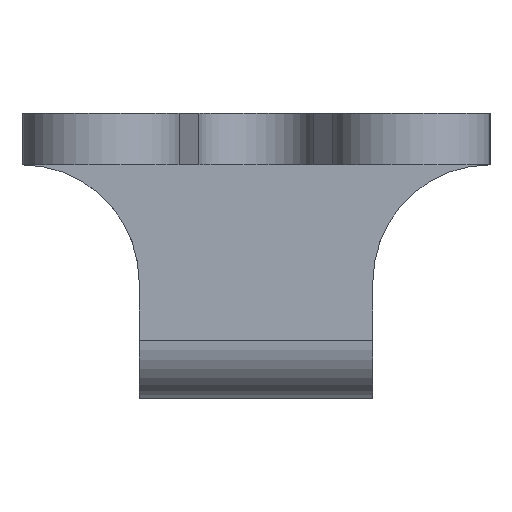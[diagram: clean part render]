
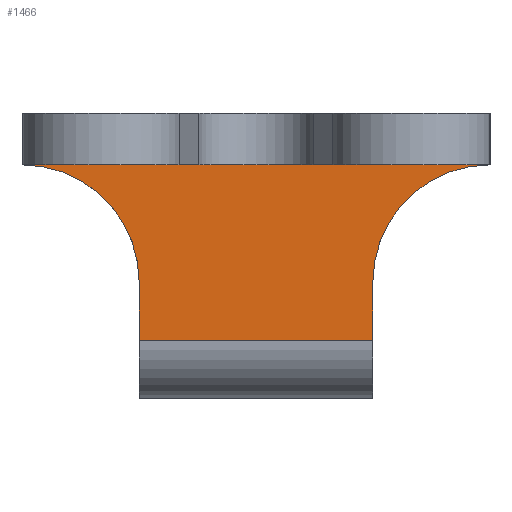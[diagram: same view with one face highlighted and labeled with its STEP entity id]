
A CAD part, left-side view. The second image highlights one B-rep face of the part: STEP entity #1466.
In plain terms, the highlighted planar face has unit normal (-1, 0, 0).
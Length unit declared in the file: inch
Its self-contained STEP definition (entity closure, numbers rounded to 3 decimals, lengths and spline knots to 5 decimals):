
#104=PLANE('',#1628);
#181=FACE_OUTER_BOUND('',#301,.T.);
#301=EDGE_LOOP('',(#1276,#1277,#1278,#1279,#1280,#1281));
#336=LINE('',#2092,#462);
#342=LINE('',#2107,#468);
#349=LINE('',#2269,#475);
#430=LINE('',#2535,#556);
#462=VECTOR('',#1671,0.3937);
#468=VECTOR('',#1685,0.3937);
#475=VECTOR('',#1756,0.3937);
#556=VECTOR('',#1983,0.3937);
#602=CIRCLE('',#1540,0.5);
#644=CIRCLE('',#1625,0.5);
#655=VERTEX_POINT('',#2089);
#656=VERTEX_POINT('',#2091);
#661=VERTEX_POINT('',#2105);
#680=VERTEX_POINT('',#2249);
#681=VERTEX_POINT('',#2251);
#771=VERTEX_POINT('',#2533);
#794=EDGE_CURVE('',#655,#656,#336,.T.);
#802=EDGE_CURVE('',#661,#655,#342,.T.);
#823=EDGE_CURVE('',#680,#681,#602,.T.);
#831=EDGE_CURVE('',#681,#661,#349,.T.);
#949=EDGE_CURVE('',#771,#680,#430,.T.);
#957=EDGE_CURVE('',#656,#771,#644,.T.);
#1276=ORIENTED_EDGE('',*,*,#802,.F.);
#1277=ORIENTED_EDGE('',*,*,#831,.F.);
#1278=ORIENTED_EDGE('',*,*,#823,.F.);
#1279=ORIENTED_EDGE('',*,*,#949,.F.);
#1280=ORIENTED_EDGE('',*,*,#957,.F.);
#1281=ORIENTED_EDGE('',*,*,#794,.F.);
#1466=ADVANCED_FACE('',(#181),#104,.T.);
#1540=AXIS2_PLACEMENT_3D('',#2252,#1732,#1733);
#1625=AXIS2_PLACEMENT_3D('',#2548,#1993,#1994);
#1628=AXIS2_PLACEMENT_3D('',#2552,#2000,#2001);
#1671=DIRECTION('',(0.,0.,1.));
#1685=DIRECTION('',(0.,1.,0.));
#1732=DIRECTION('center_axis',(-1.,0.,0.));
#1733=DIRECTION('ref_axis',(0.,0.707,0.707));
#1756=DIRECTION('',(0.,0.,-1.));
#1983=DIRECTION('',(0.,-1.,0.));
#1993=DIRECTION('center_axis',(-1.,0.,0.));
#1994=DIRECTION('ref_axis',(0.,-0.707,0.707));
#2000=DIRECTION('center_axis',(-1.,0.,0.));
#2001=DIRECTION('ref_axis',(0.,0.,1.));
#2089=CARTESIAN_POINT('',(-0.736,0.5,-0.75));
#2091=CARTESIAN_POINT('',(-0.736,0.5,-0.5));
#2092=CARTESIAN_POINT('',(-0.736,0.5,-1.));
#2105=CARTESIAN_POINT('',(-0.736,-0.5,-0.75));
#2107=CARTESIAN_POINT('',(-0.736,0.,-0.75));
#2249=CARTESIAN_POINT('',(-0.736,-1.,0.));
#2251=CARTESIAN_POINT('',(-0.736,-0.5,-0.5));
#2252=CARTESIAN_POINT('Origin',(-0.736,-1.,-0.5));
#2269=CARTESIAN_POINT('',(-0.736,-0.5,-0.616));
#2533=CARTESIAN_POINT('',(-0.736,1.,0.));
#2535=CARTESIAN_POINT('',(-0.736,0.,0.));
#2548=CARTESIAN_POINT('Origin',(-0.736,1.,-0.5));
#2552=CARTESIAN_POINT('Origin',(-0.736,0.,-1.));
